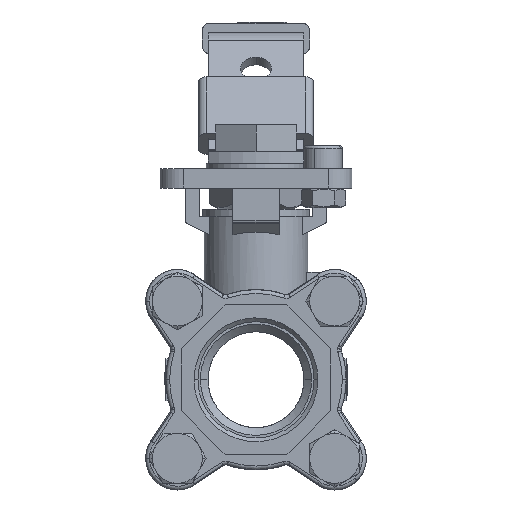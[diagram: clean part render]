
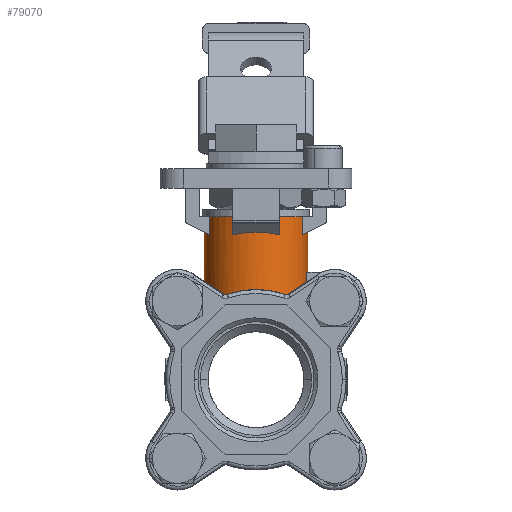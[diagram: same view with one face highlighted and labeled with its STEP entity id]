
A CAD part, left-side view. The second image highlights one B-rep face of the part: STEP entity #79070.
In plain terms, the highlighted cylindrical face has radius 13.5 mm (diameter 27 mm), a partial arc.
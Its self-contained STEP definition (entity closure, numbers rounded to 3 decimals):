
#78355=CARTESIAN_POINT('',(-12.093,6.,42.5));
#78356=VERTEX_POINT('',#78355);
#78372=CARTESIAN_POINT('',(-12.093,-6.,42.5));
#78373=VERTEX_POINT('',#78372);
#78380=CARTESIAN_POINT('',(-6.,-12.093,42.5));
#78381=VERTEX_POINT('',#78380);
#78382=CARTESIAN_POINT('',(0.,0.,42.5));
#78383=DIRECTION('',(-0.,-0.,-1.));
#78384=DIRECTION('',(-0.,1.,0.));
#78385=AXIS2_PLACEMENT_3D('',#78382,#78383,#78384);
#78386=CIRCLE('',#78385,13.5);
#78387=EDGE_CURVE('',#78381,#78373,#78386,.T.);
#78534=CARTESIAN_POINT('',(-6.,12.093,42.5));
#78535=VERTEX_POINT('',#78534);
#78542=CARTESIAN_POINT('',(0.,0.,42.5));
#78543=DIRECTION('',(-0.,-0.,-1.));
#78544=DIRECTION('',(-0.,1.,0.));
#78545=AXIS2_PLACEMENT_3D('',#78542,#78543,#78544);
#78546=CIRCLE('',#78545,13.5);
#78547=EDGE_CURVE('',#78356,#78535,#78546,.T.);
#78695=CARTESIAN_POINT('',(-6.,12.093,37.797));
#78696=VERTEX_POINT('',#78695);
#78703=CARTESIAN_POINT('',(-6.,12.093,42.5));
#78704=DIRECTION('',(-0.,-0.,-1.));
#78705=VECTOR('',#78704,4.703);
#78706=LINE('',#78703,#78705);
#78707=EDGE_CURVE('',#78535,#78696,#78706,.T.);
#78901=CARTESIAN_POINT('',(-0.,-0.,-0.));
#78902=DIRECTION('',(0.,0.,1.));
#78903=DIRECTION('',(-0.,1.,0.));
#78904=AXIS2_PLACEMENT_3D('',#78901,#78902,#78903);
#78905=CYLINDRICAL_SURFACE('',#78904,13.5);
#78906=CARTESIAN_POINT('',(0.,13.5,38.5));
#78907=VERTEX_POINT('',#78906);
#78908=CARTESIAN_POINT('',(0.,13.5,19.235));
#78909=VERTEX_POINT('',#78908);
#78910=CARTESIAN_POINT('',(0.,13.5,38.5));
#78911=DIRECTION('',(-0.,-0.,-1.));
#78912=VECTOR('',#78911,19.265);
#78913=LINE('',#78910,#78912);
#78914=EDGE_CURVE('',#78907,#78909,#78913,.T.);
#78915=ORIENTED_EDGE('',*,*,#78914,.T.);
#78916=CARTESIAN_POINT('',(-2.5,-13.266,19.397));
#78917=VERTEX_POINT('',#78916);
#78918=CARTESIAN_POINT('',(-2.5,-13.266,19.397));
#78919=CARTESIAN_POINT('',(-3.328,-13.11,19.504));
#78920=CARTESIAN_POINT('',(-4.146,-12.875,19.663));
#78921=CARTESIAN_POINT('',(-4.93,-12.567,19.857));
#78922=CARTESIAN_POINT('',(-5.715,-12.26,20.052));
#78923=CARTESIAN_POINT('',(-6.466,-11.879,20.282));
#78924=CARTESIAN_POINT('',(-7.168,-11.44,20.527));
#78925=CARTESIAN_POINT('',(-7.869,-11.,20.772));
#78926=CARTESIAN_POINT('',(-8.52,-10.502,21.031));
#78927=CARTESIAN_POINT('',(-9.107,-9.966,21.282));
#78928=CARTESIAN_POINT('',(-9.4,-9.698,21.408));
#78929=CARTESIAN_POINT('',(-9.675,-9.423,21.53));
#78930=CARTESIAN_POINT('',(-9.944,-9.13,21.654));
#78931=CARTESIAN_POINT('',(-10.213,-8.838,21.777));
#78932=CARTESIAN_POINT('',(-10.473,-8.528,21.9));
#78933=CARTESIAN_POINT('',(-10.722,-8.204,22.021));
#78934=CARTESIAN_POINT('',(-11.218,-7.555,22.262));
#78935=CARTESIAN_POINT('',(-11.666,-6.845,22.493));
#78936=CARTESIAN_POINT('',(-12.047,-6.093,22.696));
#78937=CARTESIAN_POINT('',(-12.428,-5.34,22.899));
#78938=CARTESIAN_POINT('',(-12.741,-4.544,23.071));
#78939=CARTESIAN_POINT('',(-12.976,-3.726,23.203));
#78940=CARTESIAN_POINT('',(-13.211,-2.908,23.334));
#78941=CARTESIAN_POINT('',(-13.367,-2.068,23.423));
#78942=CARTESIAN_POINT('',(-13.443,-1.235,23.467));
#78943=CARTESIAN_POINT('',(-13.52,-0.401,23.511));
#78944=CARTESIAN_POINT('',(-13.52,0.416,23.511));
#78945=CARTESIAN_POINT('',(-13.442,1.249,23.467));
#78946=CARTESIAN_POINT('',(-13.365,2.083,23.422));
#78947=CARTESIAN_POINT('',(-13.207,2.922,23.332));
#78948=CARTESIAN_POINT('',(-12.972,3.74,23.2));
#78949=CARTESIAN_POINT('',(-12.736,4.558,23.068));
#78950=CARTESIAN_POINT('',(-12.422,5.353,22.896));
#78951=CARTESIAN_POINT('',(-12.041,6.105,22.693));
#78952=CARTESIAN_POINT('',(-11.659,6.857,22.49));
#78953=CARTESIAN_POINT('',(-11.21,7.566,22.258));
#78954=CARTESIAN_POINT('',(-10.713,8.215,22.017));
#78955=CARTESIAN_POINT('',(-10.464,8.539,21.896));
#78956=CARTESIAN_POINT('',(-10.204,8.848,21.773));
#78957=CARTESIAN_POINT('',(-9.935,9.14,21.649));
#78958=CARTESIAN_POINT('',(-9.666,9.433,21.526));
#78959=CARTESIAN_POINT('',(-9.39,9.707,21.403));
#78960=CARTESIAN_POINT('',(-9.097,9.975,21.278));
#78961=CARTESIAN_POINT('',(-8.51,10.51,21.026));
#78962=CARTESIAN_POINT('',(-7.858,11.009,20.768));
#78963=CARTESIAN_POINT('',(-7.156,11.447,20.523));
#78964=CARTESIAN_POINT('',(-6.454,11.886,20.278));
#78965=CARTESIAN_POINT('',(-5.702,12.266,20.048));
#78966=CARTESIAN_POINT('',(-4.917,12.573,19.854));
#78967=CARTESIAN_POINT('',(-4.132,12.88,19.66));
#78968=CARTESIAN_POINT('',(-3.314,13.114,19.501));
#78969=CARTESIAN_POINT('',(-2.486,13.269,19.395));
#78970=CARTESIAN_POINT('',(-1.658,13.424,19.289));
#78971=CARTESIAN_POINT('',(-0.82,13.5,19.235));
#78972=CARTESIAN_POINT('',(-0.,13.5,19.235));
#78973=B_SPLINE_CURVE_WITH_KNOTS('',3,(#78918,#78919,#78920,#78921,#78922,#78923,#78924,#78925,#78926,#78927,#78928,#78929,#78930,#78931,#78932,#78933,#78934,#78935,#78936,#78937,#78938,#78939,#78940,#78941,#78942,#78943,
#78944,#78945,#78946,#78947,#78948,#78949,#78950,#78951,#78952,#78953,#78954,#78955,#78956,#78957,#78958,#78959,#78960,#78961,#78962,#78963,#78964,#78965,#78966,#78967,#78968,
#78969,#78970,#78971,#78972),.UNSPECIFIED.,.F.,.F.,(4,3,3,3,3,3,3,3,3,3,3,3,3,3,3,3,3,3,4),(4.431,4.677,4.923,5.169,5.292,5.415,5.661,5.907,6.153,6.399,6.645,6.892,7.138,7.261,7.384,7.63,7.876,8.122,8.368),.UNSPECIFIED.);
#78974=EDGE_CURVE('',#78917,#78909,#78973,.T.);
#78975=ORIENTED_EDGE('',*,*,#78974,.F.);
#78976=CARTESIAN_POINT('',(-2.5,-13.266,28.006));
#78977=VERTEX_POINT('',#78976);
#78978=CARTESIAN_POINT('',(-2.5,-13.266,19.397));
#78979=DIRECTION('',(0.,0.,1.));
#78980=VECTOR('',#78979,8.609);
#78981=LINE('',#78978,#78980);
#78982=EDGE_CURVE('',#78917,#78977,#78981,.T.);
#78983=ORIENTED_EDGE('',*,*,#78982,.T.);
#78984=CARTESIAN_POINT('',(0.,-13.5,28.006));
#78985=VERTEX_POINT('',#78984);
#78986=CARTESIAN_POINT('',(0.,0.,28.006));
#78987=DIRECTION('',(0.,0.,1.));
#78988=DIRECTION('',(-0.,1.,0.));
#78989=AXIS2_PLACEMENT_3D('',#78986,#78987,#78988);
#78990=CIRCLE('',#78989,13.5);
#78991=EDGE_CURVE('',#78977,#78985,#78990,.T.);
#78992=ORIENTED_EDGE('',*,*,#78991,.T.);
#78993=CARTESIAN_POINT('',(0.,-13.5,38.5));
#78994=VERTEX_POINT('',#78993);
#78995=CARTESIAN_POINT('',(0.,-13.5,38.5));
#78996=DIRECTION('',(-0.,-0.,-1.));
#78997=VECTOR('',#78996,10.494);
#78998=LINE('',#78995,#78997);
#78999=EDGE_CURVE('',#78994,#78985,#78998,.T.);
#79000=ORIENTED_EDGE('',*,*,#78999,.F.);
#79001=CARTESIAN_POINT('',(-6.,-12.093,37.797));
#79002=VERTEX_POINT('',#79001);
#79003=CARTESIAN_POINT('',(0.,-13.5,38.5));
#79004=CARTESIAN_POINT('',(-3.165,-13.5,38.5));
#79005=CARTESIAN_POINT('',(-6.,-12.093,37.797));
#79006=(BOUNDED_CURVE()
B_SPLINE_CURVE(2,(#79003,#79004,#79005),.UNSPECIFIED.,.F.,.F.)
B_SPLINE_CURVE_WITH_KNOTS((3,3),(180.,206.388),.UNSPECIFIED.)
CURVE()
GEOMETRIC_REPRESENTATION_ITEM()
RATIONAL_B_SPLINE_CURVE((1.,0.974,1.))
REPRESENTATION_ITEM(''));
#79007=EDGE_CURVE('',#78994,#79002,#79006,.T.);
#79008=ORIENTED_EDGE('',*,*,#79007,.T.);
#79009=CARTESIAN_POINT('',(-6.,-12.093,37.797));
#79010=DIRECTION('',(0.,0.,1.));
#79011=VECTOR('',#79010,4.703);
#79012=LINE('',#79009,#79011);
#79013=EDGE_CURVE('',#79002,#78381,#79012,.T.);
#79014=ORIENTED_EDGE('',*,*,#79013,.T.);
#79015=ORIENTED_EDGE('',*,*,#78387,.T.);
#79016=CARTESIAN_POINT('',(-12.093,-6.,37.797));
#79017=VERTEX_POINT('',#79016);
#79018=CARTESIAN_POINT('',(-12.093,-6.,42.5));
#79019=DIRECTION('',(-0.,-0.,-1.));
#79020=VECTOR('',#79019,4.703);
#79021=LINE('',#79018,#79020);
#79022=EDGE_CURVE('',#78373,#79017,#79021,.T.);
#79023=ORIENTED_EDGE('',*,*,#79022,.T.);
#79024=CARTESIAN_POINT('',(-12.093,6.,37.797));
#79025=VERTEX_POINT('',#79024);
#79026=CARTESIAN_POINT('',(-12.093,-6.,37.797));
#79027=CARTESIAN_POINT('',(-15.07,-0.,39.285));
#79028=CARTESIAN_POINT('',(-12.093,6.,37.797));
#79029=(BOUNDED_CURVE()
B_SPLINE_CURVE(2,(#79026,#79027,#79028),.UNSPECIFIED.,.F.,.F.)
B_SPLINE_CURVE_WITH_KNOTS((3,3),(333.612,386.388),.UNSPECIFIED.)
CURVE()
GEOMETRIC_REPRESENTATION_ITEM()
RATIONAL_B_SPLINE_CURVE((1.,0.896,1.))
REPRESENTATION_ITEM(''));
#79030=EDGE_CURVE('',#79017,#79025,#79029,.T.);
#79031=ORIENTED_EDGE('',*,*,#79030,.T.);
#79032=CARTESIAN_POINT('',(-12.093,6.,37.797));
#79033=DIRECTION('',(0.,0.,1.));
#79034=VECTOR('',#79033,4.703);
#79035=LINE('',#79032,#79034);
#79036=EDGE_CURVE('',#79025,#78356,#79035,.T.);
#79037=ORIENTED_EDGE('',*,*,#79036,.T.);
#79038=ORIENTED_EDGE('',*,*,#78547,.T.);
#79039=ORIENTED_EDGE('',*,*,#78707,.T.);
#79040=CARTESIAN_POINT('',(-6.,12.093,37.797));
#79041=CARTESIAN_POINT('',(-5.536,12.324,37.912));
#79042=CARTESIAN_POINT('',(-5.058,12.527,38.014));
#79043=CARTESIAN_POINT('',(-4.571,12.703,38.101));
#79044=CARTESIAN_POINT('',(-4.083,12.878,38.189));
#79045=CARTESIAN_POINT('',(-3.586,13.025,38.263));
#79046=CARTESIAN_POINT('',(-3.081,13.144,38.322));
#79047=CARTESIAN_POINT('',(-2.577,13.262,38.381));
#79048=CARTESIAN_POINT('',(-2.066,13.351,38.426));
#79049=CARTESIAN_POINT('',(-1.551,13.411,38.455));
#79050=CARTESIAN_POINT('',(-1.036,13.47,38.485));
#79051=CARTESIAN_POINT('',(-0.518,13.5,38.5));
#79052=CARTESIAN_POINT('',(0.,13.5,38.5));
#79053=CARTESIAN_POINT('',(0.518,13.5,38.5));
#79054=CARTESIAN_POINT('',(1.036,13.47,38.485));
#79055=CARTESIAN_POINT('',(1.551,13.411,38.455));
#79056=CARTESIAN_POINT('',(2.066,13.351,38.426));
#79057=CARTESIAN_POINT('',(2.577,13.262,38.381));
#79058=CARTESIAN_POINT('',(3.081,13.144,38.322));
#79059=CARTESIAN_POINT('',(3.586,13.025,38.263));
#79060=CARTESIAN_POINT('',(4.083,12.878,38.189));
#79061=CARTESIAN_POINT('',(4.571,12.703,38.101));
#79062=CARTESIAN_POINT('',(5.058,12.527,38.014));
#79063=CARTESIAN_POINT('',(5.536,12.324,37.912));
#79064=CARTESIAN_POINT('',(6.,12.093,37.797));
#79065=B_SPLINE_CURVE_WITH_KNOTS('',3,(#79040,#79041,#79042,#79043,#79044,#79045,#79046,#79047,#79048,#79049,#79050,#79051,#79052,#79053,#79054,#79055,#79056,#79057,#79058,#79059,#79060,#79061,#79062,#79063,#79064),.UNSPECIFIED.,.F.,.F.,(4,3,3,3,3,3,3,3,4),(333.612,340.209,346.806,353.403,360.,366.597,373.194,379.791,386.388),.UNSPECIFIED.);
#79066=EDGE_CURVE('',#78696,#78907,#79065,.T.);
#79067=ORIENTED_EDGE('',*,*,#79066,.T.);
#79068=EDGE_LOOP('',(#78915,#78975,#78983,#78992,#79000,#79008,#79014,#79015,#79023,#79031,#79037,#79038,#79039,#79067));
#79069=FACE_BOUND('',#79068,.T.);
#79070=ADVANCED_FACE('',(#79069),#78905,.T.);
